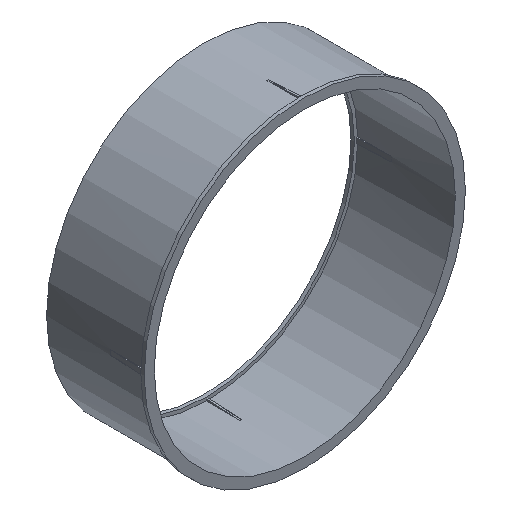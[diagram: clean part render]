
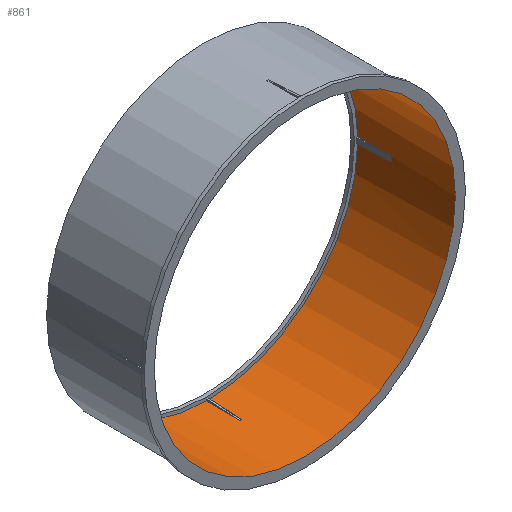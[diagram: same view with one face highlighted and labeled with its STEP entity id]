
A CAD part, isometric view. The second image highlights one B-rep face of the part: STEP entity #861.
In plain terms, the highlighted cylindrical face has radius 89.5 mm (diameter 179 mm), a full revolution.
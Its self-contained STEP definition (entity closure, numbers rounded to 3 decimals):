
#15=CYLINDRICAL_SURFACE('',#942,89.5);
#28=CIRCLE('',#943,89.5);
#29=CIRCLE('',#945,89.5);
#30=CIRCLE('',#947,89.5);
#31=CIRCLE('',#949,89.5);
#32=CIRCLE('',#951,89.5);
#48=FACE_OUTER_BOUND('',#97,.T.);
#97=EDGE_LOOP('',(#614,#615,#616,#617,#618,#619,#620,#621,#622,#623,#624,
#625,#626,#627,#628,#629,#630,#631,#632,#633));
#141=ELLIPSE('',#934,1790.,89.5);
#142=ELLIPSE('',#944,1790.,89.5);
#143=ELLIPSE('',#946,1790.,89.5);
#144=ELLIPSE('',#948,1790.,89.5);
#145=ELLIPSE('',#950,1790.,89.5);
#174=LINE('',#1309,#266);
#179=LINE('',#1320,#271);
#195=LINE('',#1365,#287);
#196=LINE('',#1369,#288);
#197=LINE('',#1374,#289);
#198=LINE('',#1378,#290);
#199=LINE('',#1382,#291);
#200=LINE('',#1386,#292);
#201=LINE('',#1390,#293);
#266=VECTOR('',#1046,10.);
#271=VECTOR('',#1057,10.);
#287=VECTOR('',#1089,10.);
#288=VECTOR('',#1092,89.5);
#289=VECTOR('',#1097,10.);
#290=VECTOR('',#1100,10.);
#291=VECTOR('',#1103,10.);
#292=VECTOR('',#1106,10.);
#293=VECTOR('',#1109,10.);
#355=VERTEX_POINT('',#1305);
#357=VERTEX_POINT('',#1308);
#358=VERTEX_POINT('',#1312);
#360=VERTEX_POINT('',#1318);
#380=VERTEX_POINT('',#1362);
#381=VERTEX_POINT('',#1364);
#382=VERTEX_POINT('',#1366);
#383=VERTEX_POINT('',#1368);
#384=VERTEX_POINT('',#1371);
#385=VERTEX_POINT('',#1373);
#386=VERTEX_POINT('',#1375);
#387=VERTEX_POINT('',#1377);
#388=VERTEX_POINT('',#1379);
#389=VERTEX_POINT('',#1381);
#390=VERTEX_POINT('',#1383);
#391=VERTEX_POINT('',#1385);
#392=VERTEX_POINT('',#1387);
#393=VERTEX_POINT('',#1389);
#445=EDGE_CURVE('',#357,#355,#174,.T.);
#447=EDGE_CURVE('',#358,#357,#141,.T.);
#451=EDGE_CURVE('',#360,#358,#179,.T.);
#472=EDGE_CURVE('',#355,#380,#28,.T.);
#473=EDGE_CURVE('',#380,#381,#195,.T.);
#474=EDGE_CURVE('',#381,#382,#142,.T.);
#475=EDGE_CURVE('',#382,#383,#196,.T.);
#476=EDGE_CURVE('',#383,#383,#29,.T.);
#477=EDGE_CURVE('',#382,#384,#143,.T.);
#478=EDGE_CURVE('',#384,#385,#197,.T.);
#479=EDGE_CURVE('',#385,#386,#30,.T.);
#480=EDGE_CURVE('',#386,#387,#198,.T.);
#481=EDGE_CURVE('',#387,#388,#144,.T.);
#482=EDGE_CURVE('',#388,#389,#199,.T.);
#483=EDGE_CURVE('',#389,#390,#31,.T.);
#484=EDGE_CURVE('',#390,#391,#200,.T.);
#485=EDGE_CURVE('',#391,#392,#145,.T.);
#486=EDGE_CURVE('',#392,#393,#201,.T.);
#487=EDGE_CURVE('',#393,#360,#32,.T.);
#614=ORIENTED_EDGE('',*,*,#451,.T.);
#615=ORIENTED_EDGE('',*,*,#447,.T.);
#616=ORIENTED_EDGE('',*,*,#445,.T.);
#617=ORIENTED_EDGE('',*,*,#472,.T.);
#618=ORIENTED_EDGE('',*,*,#473,.T.);
#619=ORIENTED_EDGE('',*,*,#474,.T.);
#620=ORIENTED_EDGE('',*,*,#475,.T.);
#621=ORIENTED_EDGE('',*,*,#476,.T.);
#622=ORIENTED_EDGE('',*,*,#475,.F.);
#623=ORIENTED_EDGE('',*,*,#477,.T.);
#624=ORIENTED_EDGE('',*,*,#478,.T.);
#625=ORIENTED_EDGE('',*,*,#479,.T.);
#626=ORIENTED_EDGE('',*,*,#480,.T.);
#627=ORIENTED_EDGE('',*,*,#481,.T.);
#628=ORIENTED_EDGE('',*,*,#482,.T.);
#629=ORIENTED_EDGE('',*,*,#483,.T.);
#630=ORIENTED_EDGE('',*,*,#484,.T.);
#631=ORIENTED_EDGE('',*,*,#485,.T.);
#632=ORIENTED_EDGE('',*,*,#486,.T.);
#633=ORIENTED_EDGE('',*,*,#487,.T.);
#861=ADVANCED_FACE('',(#48),#15,.F.);
#934=AXIS2_PLACEMENT_3D('',#1313,#1050,#1051);
#942=AXIS2_PLACEMENT_3D('',#1361,#1085,#1086);
#943=AXIS2_PLACEMENT_3D('',#1363,#1087,#1088);
#944=AXIS2_PLACEMENT_3D('',#1367,#1090,#1091);
#945=AXIS2_PLACEMENT_3D('',#1370,#1093,#1094);
#946=AXIS2_PLACEMENT_3D('',#1372,#1095,#1096);
#947=AXIS2_PLACEMENT_3D('',#1376,#1098,#1099);
#948=AXIS2_PLACEMENT_3D('',#1380,#1101,#1102);
#949=AXIS2_PLACEMENT_3D('',#1384,#1104,#1105);
#950=AXIS2_PLACEMENT_3D('',#1388,#1107,#1108);
#951=AXIS2_PLACEMENT_3D('',#1391,#1110,#1111);
#1046=DIRECTION('',(0.,1.,0.));
#1050=DIRECTION('center_axis',(0.,0.05,-0.999));
#1051=DIRECTION('ref_axis',(0.,-0.999,-0.05));
#1057=DIRECTION('',(0.,-1.,0.));
#1085=DIRECTION('center_axis',(0.,1.,0.));
#1086=DIRECTION('ref_axis',(1.,0.,0.));
#1087=DIRECTION('center_axis',(0.,1.,0.));
#1088=DIRECTION('ref_axis',(1.,0.,0.));
#1089=DIRECTION('',(0.,-1.,0.));
#1090=DIRECTION('center_axis',(-0.999,0.05,0.));
#1091=DIRECTION('ref_axis',(0.05,0.999,0.));
#1092=DIRECTION('',(0.,-1.,0.));
#1093=DIRECTION('center_axis',(0.,-1.,0.));
#1094=DIRECTION('ref_axis',(1.,0.,0.));
#1095=DIRECTION('center_axis',(-0.999,0.05,0.));
#1096=DIRECTION('ref_axis',(0.05,0.999,0.));
#1097=DIRECTION('',(0.,1.,0.));
#1098=DIRECTION('center_axis',(0.,1.,0.));
#1099=DIRECTION('ref_axis',(1.,0.,0.));
#1100=DIRECTION('',(0.,-1.,0.));
#1101=DIRECTION('center_axis',(0.,0.05,0.999));
#1102=DIRECTION('ref_axis',(0.,0.999,-0.05));
#1103=DIRECTION('',(0.,1.,0.));
#1104=DIRECTION('center_axis',(0.,1.,0.));
#1105=DIRECTION('ref_axis',(1.,0.,0.));
#1106=DIRECTION('',(0.,-1.,0.));
#1107=DIRECTION('center_axis',(0.999,0.05,0.));
#1108=DIRECTION('ref_axis',(0.05,-0.999,0.));
#1109=DIRECTION('',(0.,1.,0.));
#1110=DIRECTION('center_axis',(0.,1.,0.));
#1111=DIRECTION('ref_axis',(1.,0.,0.));
#1305=CARTESIAN_POINT('',(-0.5,58.,-89.499));
#1308=CARTESIAN_POINT('',(-0.5,38.053,-89.499));
#1309=CARTESIAN_POINT('',(-0.5,0.,-89.499));
#1312=CARTESIAN_POINT('',(0.5,38.053,-89.499));
#1313=CARTESIAN_POINT('Origin',(0.,1825.786,0.));
#1318=CARTESIAN_POINT('',(0.5,58.,-89.499));
#1320=CARTESIAN_POINT('',(0.5,0.,-89.499));
#1361=CARTESIAN_POINT('Origin',(0.,0.,0.));
#1362=CARTESIAN_POINT('',(-89.487,58.,-1.5));
#1363=CARTESIAN_POINT('Origin',(0.,58.,0.));
#1364=CARTESIAN_POINT('',(-89.487,38.276,-1.5));
#1365=CARTESIAN_POINT('',(-89.487,0.,-1.5));
#1366=CARTESIAN_POINT('',(-89.5,38.025,0.));
#1367=CARTESIAN_POINT('Origin',(0.,1825.786,0.));
#1368=CARTESIAN_POINT('',(-89.5,0.,0.));
#1369=CARTESIAN_POINT('',(-89.5,0.,0.));
#1370=CARTESIAN_POINT('Origin',(0.,0.,0.));
#1371=CARTESIAN_POINT('',(-89.487,38.276,1.5));
#1372=CARTESIAN_POINT('Origin',(0.,1825.786,0.));
#1373=CARTESIAN_POINT('',(-89.487,58.,1.5));
#1374=CARTESIAN_POINT('',(-89.487,0.,1.5));
#1375=CARTESIAN_POINT('',(-0.5,58.,89.499));
#1376=CARTESIAN_POINT('Origin',(0.,58.,0.));
#1377=CARTESIAN_POINT('',(-0.5,38.053,89.499));
#1378=CARTESIAN_POINT('',(-0.5,0.,89.499));
#1379=CARTESIAN_POINT('',(0.5,38.053,89.499));
#1380=CARTESIAN_POINT('Origin',(0.,1825.786,0.));
#1381=CARTESIAN_POINT('',(0.5,58.,89.499));
#1382=CARTESIAN_POINT('',(0.5,0.,89.499));
#1383=CARTESIAN_POINT('',(89.487,58.,1.5));
#1384=CARTESIAN_POINT('Origin',(0.,58.,0.));
#1385=CARTESIAN_POINT('',(89.487,38.276,1.5));
#1386=CARTESIAN_POINT('',(89.487,0.,1.5));
#1387=CARTESIAN_POINT('',(89.487,38.276,-1.5));
#1388=CARTESIAN_POINT('Origin',(0.,1825.786,0.));
#1389=CARTESIAN_POINT('',(89.487,58.,-1.5));
#1390=CARTESIAN_POINT('',(89.487,0.,-1.5));
#1391=CARTESIAN_POINT('Origin',(0.,58.,0.));
